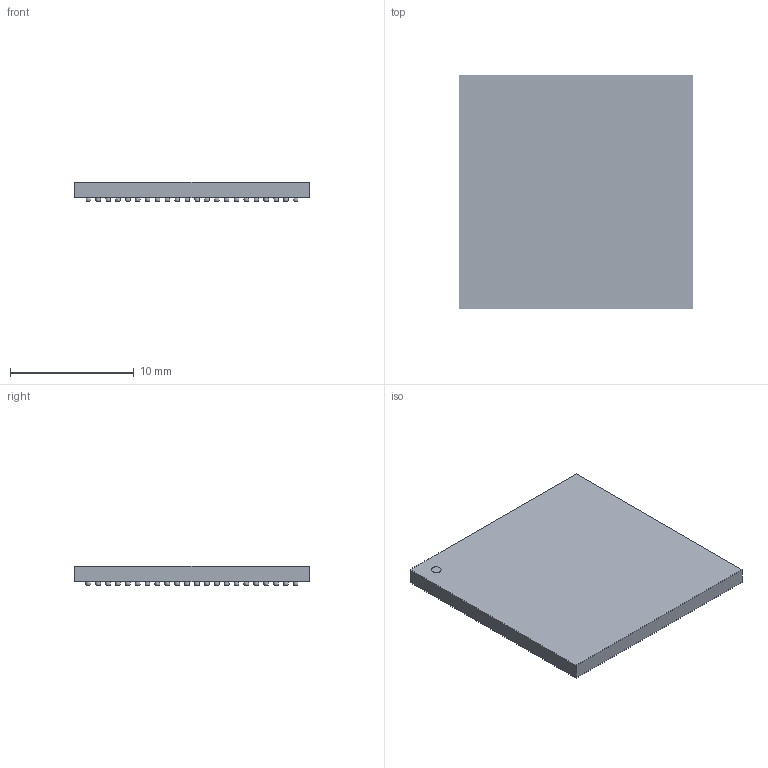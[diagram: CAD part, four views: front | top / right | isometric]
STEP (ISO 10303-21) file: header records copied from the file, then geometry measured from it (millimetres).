
FILE_DESCRIPTION(/* description */ (''),/* implementation_level */ '2;1');
FILE_NAME(/* name */ 'BGA484C80P22X22_1900X1900X160.stp',/* time_stamp */ '2015-07-21T13:29:26+02:00',/* author */ ('bcivel'),/* organization */ (''),/* preprocessor_version */ 'ST-DEVELOPER v15.5',/* originating_system */ 'AutoCAD Mechanical',/* authorisation */ '');
FILE_SCHEMA (('AUTOMOTIVE_DESIGN { 1 0 10303 214 3 1 1 }'));
Length unit declared in the file: millimetre
Products named in the file (1): Product
Bounding box: 19 x 19 x 1.6 mm (x, y, z)
Volume: 470.6 mm3; surface area: 1059.6 mm2
Topology: 486 solids, 486 shells, 1463 faces, 1954 edges, 1464 vertices
Faces by surface type: plane 977, sphere 484, cylinder 2
Full cylindrical faces by diameter (mm): 0.8 x2
Entity records: 24007 total; most frequent: DIRECTION 4884, CARTESIAN_POINT 3428, AXIS2_PLACEMENT_3D 2436, ORIENTED_EDGE 1968, EDGE_LOOP 1950, FACE_OUTER_BOUND 1463, ADVANCED_FACE 1463, EDGE_CURVE 984
